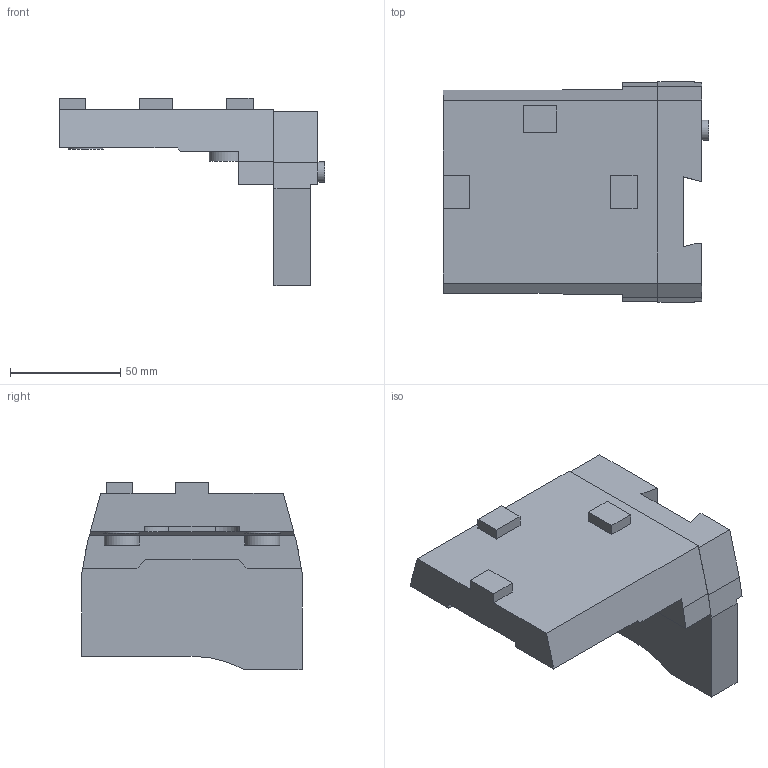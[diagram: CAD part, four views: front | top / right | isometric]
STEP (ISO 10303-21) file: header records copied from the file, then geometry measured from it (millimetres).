
FILE_DESCRIPTION(/* description */ (''),/* implementation_level */ '2;1');
FILE_NAME(/* name */ '1597064512445.stp',/* time_stamp */ '2020-08-10T15:01:59+02:00',/* author */ (''),/* organization */ ('SMS'),/* preprocessor_version */ 'ST-DEVELOPER v16.7',/* originating_system */ 'SIEMENS PLM Software NX 12.0',/* authorisation */ '');
FILE_SCHEMA (('AUTOMOTIVE_DESIGN { 1 0 10303 214 3 1 1 1 }'));
Length unit declared in the file: millimetre
Products named in the file (1): 201654743mod000_01
Bounding box: 120.5 x 100 x 85 mm (x, y, z)
Volume: 290485 mm3; surface area: 44633.3 mm2
Topology: 1 solids, 1 shells, 79 faces, 215 edges, 146 vertices
Faces by surface type: plane 68, cylinder 11
Full cylindrical faces by diameter (mm): 9.3 x1, 16 x2
Entity records: 2511 total; most frequent: CARTESIAN_POINT 439, ORIENTED_EDGE 422, DIRECTION 402, EDGE_CURVE 211, LINE 186, VECTOR 186, VERTEX_POINT 142, AXIS2_PLACEMENT_3D 108
